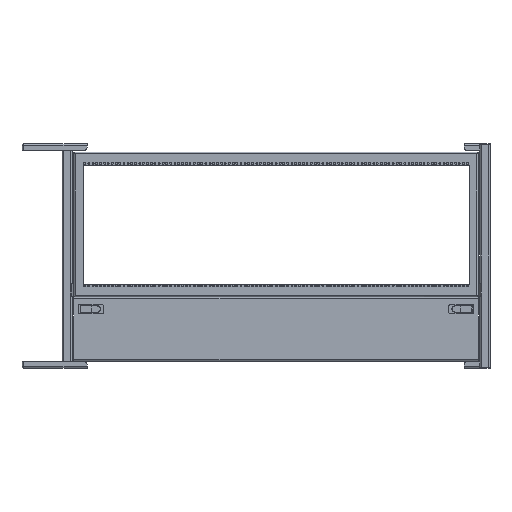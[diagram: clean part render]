
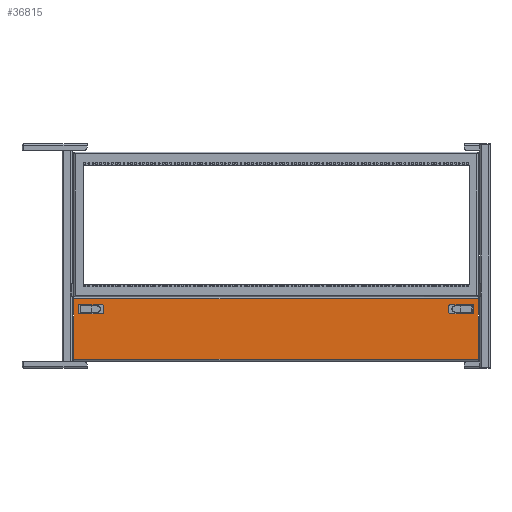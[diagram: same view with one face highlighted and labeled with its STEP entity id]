
A CAD part, left-side view. The second image highlights one B-rep face of the part: STEP entity #36815.
In plain terms, the highlighted planar face has unit normal (-1, 0, 0).
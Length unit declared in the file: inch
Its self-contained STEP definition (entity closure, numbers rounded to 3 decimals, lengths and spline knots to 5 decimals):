
#206 = CARTESIAN_POINT ( 'NONE',  ( -0.125, 62.243, -24.1025 ) ) ;
#414 = DIRECTION ( 'NONE',  ( 0., 0., 1. ) ) ;
#800 = CARTESIAN_POINT ( 'NONE',  ( -0.125, 5.993, -23.0625 ) ) ;
#1851 = VECTOR ( 'NONE', #37527, 39.37008 ) ;
#1957 = EDGE_LOOP ( 'NONE', ( #42041, #26338, #6466, #23335 ) ) ;
#3002 = EDGE_CURVE ( 'NONE', #21878, #11784, #25705, .T. ) ;
#4297 = DIRECTION ( 'NONE',  ( 0., 0., 1. ) ) ;
#4357 = EDGE_CURVE ( 'NONE', #20783, #21878, #44581, .T. ) ;
#4982 = DIRECTION ( 'NONE',  ( 0., -1., 0. ) ) ;
#5082 = FACE_OUTER_BOUND ( 'NONE', #1957, .T. ) ;
#5455 = VERTEX_POINT ( 'NONE', #21376 ) ;
#5654 = LINE ( 'NONE', #33614, #1851 ) ;
#5764 = ORIENTED_EDGE ( 'NONE', *, *, #23757, .F. ) ;
#5785 = FACE_BOUND ( 'NONE', #41090, .T. ) ;
#6096 = VERTEX_POINT ( 'NONE', #27410 ) ;
#6466 = ORIENTED_EDGE ( 'NONE', *, *, #3002, .F. ) ;
#7423 = CARTESIAN_POINT ( 'NONE',  ( -0.125, 61.373, -24.1025 ) ) ;
#7587 = ORIENTED_EDGE ( 'NONE', *, *, #12856, .F. ) ;
#8905 = VERTEX_POINT ( 'NONE', #37736 ) ;
#10794 = CARTESIAN_POINT ( 'NONE',  ( -0.125, 2.613, -23.0625 ) ) ;
#11154 = EDGE_CURVE ( 'NONE', #21615, #5455, #28252, .T. ) ;
#11391 = CARTESIAN_POINT ( 'NONE',  ( -0.125, 62.243, -23.0625 ) ) ;
#11645 = AXIS2_PLACEMENT_3D ( 'NONE', #23320, #12901, #12231 ) ;
#11661 = CARTESIAN_POINT ( 'NONE',  ( -0.125, 62.243, -25.0825 ) ) ;
#11784 = VERTEX_POINT ( 'NONE', #13741 ) ;
#11934 = DIRECTION ( 'NONE',  ( 0., 0., -1. ) ) ;
#11995 = CARTESIAN_POINT ( 'NONE',  ( -0.125, 62.243, -25.0825 ) ) ;
#12231 = DIRECTION ( 'NONE',  ( 0., -1., 0. ) ) ;
#12450 = PLANE ( 'NONE',  #11645 ) ;
#12559 = LINE ( 'NONE', #11661, #13691 ) ;
#12856 = EDGE_CURVE ( 'NONE', #38542, #21615, #40827, .T. ) ;
#12897 = DIRECTION ( 'NONE',  ( 0., 1., 0. ) ) ;
#12901 = DIRECTION ( 'NONE',  ( 1., 0., 0. ) ) ;
#13691 = VECTOR ( 'NONE', #4982, 39.37008 ) ;
#13741 = CARTESIAN_POINT ( 'NONE',  ( -0.125, 62.243, -23.0625 ) ) ;
#13907 = CARTESIAN_POINT ( 'NONE',  ( -0.125, 57.993, -24.1025 ) ) ;
#14156 = DIRECTION ( 'NONE',  ( 0., 0., 1. ) ) ;
#14283 = DIRECTION ( 'NONE',  ( 0., 1., 0. ) ) ;
#14869 = ORIENTED_EDGE ( 'NONE', *, *, #32743, .F. ) ;
#15174 = EDGE_CURVE ( 'NONE', #8905, #20783, #29491, .T. ) ;
#16101 = EDGE_CURVE ( 'NONE', #11784, #8905, #40509, .T. ) ;
#16840 = ORIENTED_EDGE ( 'NONE', *, *, #17469, .F. ) ;
#16845 = EDGE_CURVE ( 'NONE', #43052, #38985, #5654, .T. ) ;
#16897 = ORIENTED_EDGE ( 'NONE', *, *, #11154, .F. ) ;
#17469 = EDGE_CURVE ( 'NONE', #6096, #42958, #32065, .T. ) ;
#20490 = CARTESIAN_POINT ( 'NONE',  ( -0.125, 2.613, -24.1025 ) ) ;
#20783 = VERTEX_POINT ( 'NONE', #40912 ) ;
#21376 = CARTESIAN_POINT ( 'NONE',  ( -0.125, 5.993, -25.0825 ) ) ;
#21402 = CARTESIAN_POINT ( 'NONE',  ( -0.125, 62.243, -32.125 ) ) ;
#21615 = VERTEX_POINT ( 'NONE', #39041 ) ;
#21878 = VERTEX_POINT ( 'NONE', #21402 ) ;
#22141 = VECTOR ( 'NONE', #12897, 39.37008 ) ;
#22249 = DIRECTION ( 'NONE',  ( 0., 0., -1. ) ) ;
#22296 = ORIENTED_EDGE ( 'NONE', *, *, #39292, .F. ) ;
#22351 = EDGE_LOOP ( 'NONE', ( #5764, #14869, #16897, #7587 ) ) ;
#22411 = VECTOR ( 'NONE', #11934, 39.37008 ) ;
#23320 = CARTESIAN_POINT ( 'NONE',  ( -0.125, 62.243, -23.0625 ) ) ;
#23335 = ORIENTED_EDGE ( 'NONE', *, *, #4357, .F. ) ;
#23757 = EDGE_CURVE ( 'NONE', #27759, #38542, #28741, .T. ) ;
#25705 = LINE ( 'NONE', #11391, #36021 ) ;
#26338 = ORIENTED_EDGE ( 'NONE', *, *, #16101, .F. ) ;
#27142 = ORIENTED_EDGE ( 'NONE', *, *, #27369, .F. ) ;
#27369 = EDGE_CURVE ( 'NONE', #38985, #6096, #43673, .T. ) ;
#27410 = CARTESIAN_POINT ( 'NONE',  ( -0.125, 57.993, -25.0825 ) ) ;
#27421 = VECTOR ( 'NONE', #414, 39.37008 ) ;
#27759 = VERTEX_POINT ( 'NONE', #30314 ) ;
#28252 = LINE ( 'NONE', #800, #43854 ) ;
#28741 = LINE ( 'NONE', #10794, #41701 ) ;
#29491 = LINE ( 'NONE', #43602, #22411 ) ;
#29791 = CARTESIAN_POINT ( 'NONE',  ( -0.125, 62.243, -32.125 ) ) ;
#30314 = CARTESIAN_POINT ( 'NONE',  ( -0.125, 2.613, -25.0825 ) ) ;
#30496 = FACE_BOUND ( 'NONE', #22351, .T. ) ;
#30969 = LINE ( 'NONE', #206, #36242 ) ;
#31305 = CARTESIAN_POINT ( 'NONE',  ( -0.125, 61.373, -25.0825 ) ) ;
#31734 = CARTESIAN_POINT ( 'NONE',  ( -0.125, 62.243, -24.1025 ) ) ;
#32065 = LINE ( 'NONE', #39007, #27421 ) ;
#32252 = VECTOR ( 'NONE', #38423, 39.37008 ) ;
#32743 = EDGE_CURVE ( 'NONE', #5455, #27759, #12559, .T. ) ;
#33614 = CARTESIAN_POINT ( 'NONE',  ( -0.125, 61.373, -23.0625 ) ) ;
#33961 = VECTOR ( 'NONE', #40210, 39.37008 ) ;
#36021 = VECTOR ( 'NONE', #14156, 39.37008 ) ;
#36242 = VECTOR ( 'NONE', #14283, 39.37008 ) ;
#36815 = ADVANCED_FACE ( 'NONE', ( #30496, #5785, #5082 ), #12450, .F. ) ;
#37527 = DIRECTION ( 'NONE',  ( 0., 0., -1. ) ) ;
#37736 = CARTESIAN_POINT ( 'NONE',  ( -0.125, 1.743, -23.0625 ) ) ;
#37972 = CARTESIAN_POINT ( 'NONE',  ( -0.125, 62.243, -23.0625 ) ) ;
#38423 = DIRECTION ( 'NONE',  ( 0., 1., 0. ) ) ;
#38542 = VERTEX_POINT ( 'NONE', #20490 ) ;
#38985 = VERTEX_POINT ( 'NONE', #31305 ) ;
#39007 = CARTESIAN_POINT ( 'NONE',  ( -0.125, 57.993, -23.0625 ) ) ;
#39041 = CARTESIAN_POINT ( 'NONE',  ( -0.125, 5.993, -24.1025 ) ) ;
#39292 = EDGE_CURVE ( 'NONE', #42958, #43052, #30969, .T. ) ;
#40210 = DIRECTION ( 'NONE',  ( 0., -1., 0. ) ) ;
#40509 = LINE ( 'NONE', #37972, #44691 ) ;
#40827 = LINE ( 'NONE', #31734, #32252 ) ;
#40912 = CARTESIAN_POINT ( 'NONE',  ( -0.125, 1.743, -32.125 ) ) ;
#41090 = EDGE_LOOP ( 'NONE', ( #16840, #27142, #42107, #22296 ) ) ;
#41414 = DIRECTION ( 'NONE',  ( 0., -1., 0. ) ) ;
#41701 = VECTOR ( 'NONE', #4297, 39.37008 ) ;
#42041 = ORIENTED_EDGE ( 'NONE', *, *, #15174, .F. ) ;
#42107 = ORIENTED_EDGE ( 'NONE', *, *, #16845, .F. ) ;
#42958 = VERTEX_POINT ( 'NONE', #13907 ) ;
#43052 = VERTEX_POINT ( 'NONE', #7423 ) ;
#43602 = CARTESIAN_POINT ( 'NONE',  ( -0.125, 1.743, -23.0625 ) ) ;
#43673 = LINE ( 'NONE', #11995, #33961 ) ;
#43854 = VECTOR ( 'NONE', #22249, 39.37008 ) ;
#44581 = LINE ( 'NONE', #29791, #22141 ) ;
#44691 = VECTOR ( 'NONE', #41414, 39.37008 ) ;
